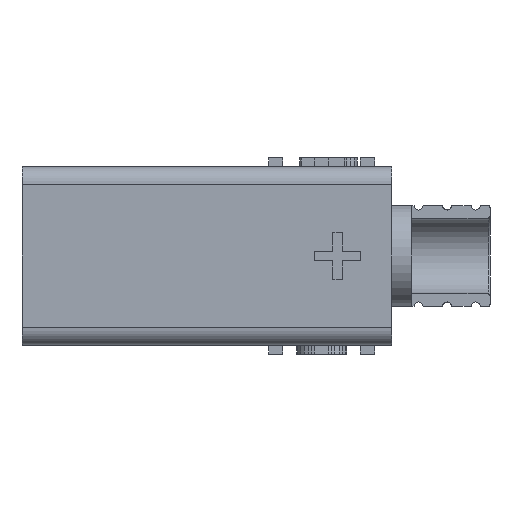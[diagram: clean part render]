
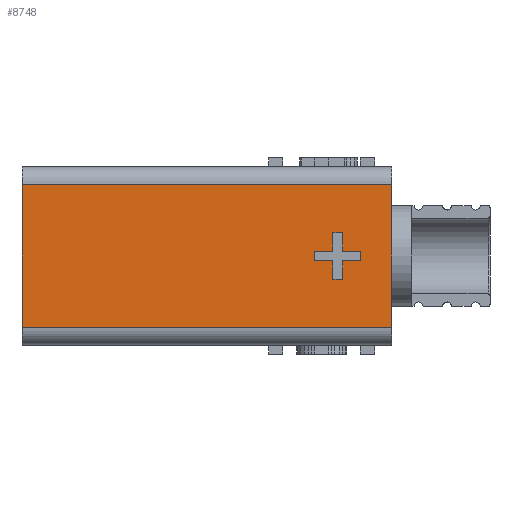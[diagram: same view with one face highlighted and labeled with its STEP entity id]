
A CAD part, left-side view. The second image highlights one B-rep face of the part: STEP entity #8748.
In plain terms, the highlighted planar face has unit normal (-1, 0, 0).
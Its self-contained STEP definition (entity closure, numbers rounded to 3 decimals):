
#511=FACE_BOUND('',#1049,.T.);
#547=FACE_OUTER_BOUND('',#1048,.T.);
#1048=EDGE_LOOP('',(#5972,#5973,#5974,#5975));
#1049=EDGE_LOOP('',(#5976,#5977,#5978,#5979,#5980,#5981,#5982,#5983,#5984,
#5985,#5986,#5987));
#1552=LINE('',#12261,#2459);
#1619=LINE('',#12751,#2526);
#1620=LINE('',#12754,#2527);
#1621=LINE('',#12755,#2528);
#1622=LINE('',#12758,#2529);
#1623=LINE('',#12760,#2530);
#1624=LINE('',#12762,#2531);
#1625=LINE('',#12764,#2532);
#1626=LINE('',#12766,#2533);
#1627=LINE('',#12768,#2534);
#1628=LINE('',#12770,#2535);
#1629=LINE('',#12772,#2536);
#1630=LINE('',#12774,#2537);
#1631=LINE('',#12776,#2538);
#1632=LINE('',#12778,#2539);
#1633=LINE('',#12779,#2540);
#2459=VECTOR('',#9971,8.);
#2526=VECTOR('',#10180,20.7);
#2527=VECTOR('',#10183,20.7);
#2528=VECTOR('',#10184,8.);
#2529=VECTOR('',#10185,0.55);
#2530=VECTOR('',#10186,1.025);
#2531=VECTOR('',#10187,1.025);
#2532=VECTOR('',#10188,0.55);
#2533=VECTOR('',#10189,1.025);
#2534=VECTOR('',#10190,1.025);
#2535=VECTOR('',#10191,0.55);
#2536=VECTOR('',#10192,1.025);
#2537=VECTOR('',#10193,1.025);
#2538=VECTOR('',#10194,0.55);
#2539=VECTOR('',#10195,1.025);
#2540=VECTOR('',#10196,1.025);
#3547=VERTEX_POINT('',#12258);
#3548=VERTEX_POINT('',#12260);
#3712=VERTEX_POINT('',#12749);
#3713=VERTEX_POINT('',#12753);
#3714=VERTEX_POINT('',#12756);
#3715=VERTEX_POINT('',#12757);
#3716=VERTEX_POINT('',#12759);
#3717=VERTEX_POINT('',#12761);
#3718=VERTEX_POINT('',#12763);
#3719=VERTEX_POINT('',#12765);
#3720=VERTEX_POINT('',#12767);
#3721=VERTEX_POINT('',#12769);
#3722=VERTEX_POINT('',#12771);
#3723=VERTEX_POINT('',#12773);
#3724=VERTEX_POINT('',#12775);
#3725=VERTEX_POINT('',#12777);
#4439=EDGE_CURVE('',#3548,#3547,#1552,.T.);
#4613=EDGE_CURVE('',#3712,#3547,#1619,.T.);
#4614=EDGE_CURVE('',#3713,#3548,#1620,.T.);
#4615=EDGE_CURVE('',#3713,#3712,#1621,.T.);
#4616=EDGE_CURVE('',#3714,#3715,#1622,.T.);
#4617=EDGE_CURVE('',#3716,#3714,#1623,.T.);
#4618=EDGE_CURVE('',#3717,#3716,#1624,.T.);
#4619=EDGE_CURVE('',#3718,#3717,#1625,.T.);
#4620=EDGE_CURVE('',#3719,#3718,#1626,.T.);
#4621=EDGE_CURVE('',#3720,#3719,#1627,.T.);
#4622=EDGE_CURVE('',#3721,#3720,#1628,.T.);
#4623=EDGE_CURVE('',#3722,#3721,#1629,.T.);
#4624=EDGE_CURVE('',#3723,#3722,#1630,.T.);
#4625=EDGE_CURVE('',#3724,#3723,#1631,.T.);
#4626=EDGE_CURVE('',#3725,#3724,#1632,.T.);
#4627=EDGE_CURVE('',#3715,#3725,#1633,.T.);
#5972=ORIENTED_EDGE('',*,*,#4614,.T.);
#5973=ORIENTED_EDGE('',*,*,#4439,.T.);
#5974=ORIENTED_EDGE('',*,*,#4613,.F.);
#5975=ORIENTED_EDGE('',*,*,#4615,.F.);
#5976=ORIENTED_EDGE('',*,*,#4616,.F.);
#5977=ORIENTED_EDGE('',*,*,#4617,.F.);
#5978=ORIENTED_EDGE('',*,*,#4618,.F.);
#5979=ORIENTED_EDGE('',*,*,#4619,.F.);
#5980=ORIENTED_EDGE('',*,*,#4620,.F.);
#5981=ORIENTED_EDGE('',*,*,#4621,.F.);
#5982=ORIENTED_EDGE('',*,*,#4622,.F.);
#5983=ORIENTED_EDGE('',*,*,#4623,.F.);
#5984=ORIENTED_EDGE('',*,*,#4624,.F.);
#5985=ORIENTED_EDGE('',*,*,#4625,.F.);
#5986=ORIENTED_EDGE('',*,*,#4626,.F.);
#5987=ORIENTED_EDGE('',*,*,#4627,.F.);
#8460=PLANE('',#9340);
#8748=ADVANCED_FACE('',(#547,#511),#8460,.T.);
#9340=AXIS2_PLACEMENT_3D('',#12752,#10181,#10182);
#9971=DIRECTION('',(0.,0.,1.));
#10180=DIRECTION('',(0.,-1.,0.));
#10181=DIRECTION('center_axis',(-1.,0.,0.));
#10182=DIRECTION('ref_axis',(0.,0.,1.));
#10183=DIRECTION('',(0.,-1.,0.));
#10184=DIRECTION('',(0.,0.,1.));
#10185=DIRECTION('',(0.,-1.,0.));
#10186=DIRECTION('',(0.,0.,-1.));
#10187=DIRECTION('',(0.,-1.,0.));
#10188=DIRECTION('',(0.,0.,-1.));
#10189=DIRECTION('',(0.,1.,0.));
#10190=DIRECTION('',(0.,0.,-1.));
#10191=DIRECTION('',(0.,1.,0.));
#10192=DIRECTION('',(0.,0.,1.));
#10193=DIRECTION('',(0.,1.,0.));
#10194=DIRECTION('',(0.,0.,1.));
#10195=DIRECTION('',(0.,-1.,0.));
#10196=DIRECTION('',(0.,0.,1.));
#12258=CARTESIAN_POINT('',(-10.5,0.,4.));
#12260=CARTESIAN_POINT('',(-10.5,0.,-4.));
#12261=CARTESIAN_POINT('',(-10.5,0.,-4.));
#12749=CARTESIAN_POINT('',(-10.5,20.7,4.));
#12751=CARTESIAN_POINT('',(-10.5,20.7,4.));
#12752=CARTESIAN_POINT('Origin',(-10.5,0.,-5.));
#12753=CARTESIAN_POINT('',(-10.5,20.7,-4.));
#12754=CARTESIAN_POINT('',(-10.5,20.7,-4.));
#12755=CARTESIAN_POINT('',(-10.5,20.7,-4.));
#12756=CARTESIAN_POINT('',(-10.5,3.3,-1.3));
#12757=CARTESIAN_POINT('',(-10.5,2.75,-1.3));
#12758=CARTESIAN_POINT('',(-10.5,3.3,-1.3));
#12759=CARTESIAN_POINT('',(-10.5,3.3,-0.275));
#12760=CARTESIAN_POINT('',(-10.5,3.3,-0.275));
#12761=CARTESIAN_POINT('',(-10.5,4.325,-0.275));
#12762=CARTESIAN_POINT('',(-10.5,4.325,-0.275));
#12763=CARTESIAN_POINT('',(-10.5,4.325,0.275));
#12764=CARTESIAN_POINT('',(-10.5,4.325,0.275));
#12765=CARTESIAN_POINT('',(-10.5,3.3,0.275));
#12766=CARTESIAN_POINT('',(-10.5,3.3,0.275));
#12767=CARTESIAN_POINT('',(-10.5,3.3,1.3));
#12768=CARTESIAN_POINT('',(-10.5,3.3,1.3));
#12769=CARTESIAN_POINT('',(-10.5,2.75,1.3));
#12770=CARTESIAN_POINT('',(-10.5,2.75,1.3));
#12771=CARTESIAN_POINT('',(-10.5,2.75,0.275));
#12772=CARTESIAN_POINT('',(-10.5,2.75,0.275));
#12773=CARTESIAN_POINT('',(-10.5,1.725,0.275));
#12774=CARTESIAN_POINT('',(-10.5,1.725,0.275));
#12775=CARTESIAN_POINT('',(-10.5,1.725,-0.275));
#12776=CARTESIAN_POINT('',(-10.5,1.725,-0.275));
#12777=CARTESIAN_POINT('',(-10.5,2.75,-0.275));
#12778=CARTESIAN_POINT('',(-10.5,2.75,-0.275));
#12779=CARTESIAN_POINT('',(-10.5,2.75,-1.3));
